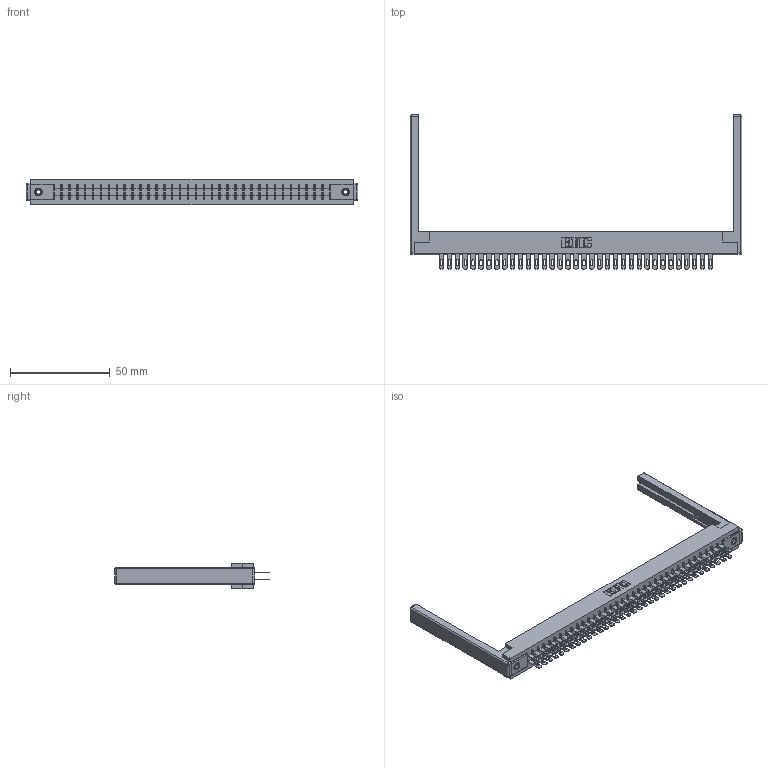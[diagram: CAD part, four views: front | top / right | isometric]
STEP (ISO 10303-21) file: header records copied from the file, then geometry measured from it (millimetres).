
FILE_DESCRIPTION (( 'STEP AP203' ), '1' );
FILE_NAME ('315-070-500-268.STEP', '2019-09-10T21:22:51', ( '' ), ( '' ), 'SwSTEP 2.0', 'SolidWorks 2016', '' );
FILE_SCHEMA (( 'CONFIG_CONTROL_DESIGN' ));
Length unit declared in the file: inch
Products named in the file (5): 305 Part_.156 Dia; 307-220-068; 305-290-001_500; 315-070-500-268; 345-250-001_345-250-001-102
Assembly tree (75 placements, depth 2):
  315-070-500-268
    305 Part_.156 Dia
    305-290-001_500  x70
    345-250-001_345-250-001-102  x2
    307-220-068  x2
Bounding box: 166.12 x 77.14 x 12.7 mm (x, y, z)
Volume: 21896.2 mm3; surface area: 27446.8 mm2
Topology: 75 solids, 75 shells, 3770 faces, 10751 edges, 6958 vertices
Faces by surface type: plane 2116, cylinder 1490, sphere 148, cone 12, torus 4
Entity records: 41529 total; most frequent: CARTESIAN_POINT 6844, ORIENTED_EDGE 6784, DIRECTION 6648, EDGE_CURVE 3392, LINE 2724, VECTOR 2724, VERTEX_POINT 2158, AXIS2_PLACEMENT_3D 1962
